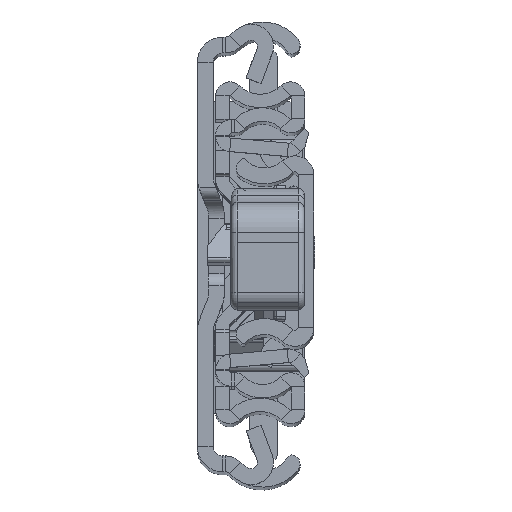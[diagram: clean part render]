
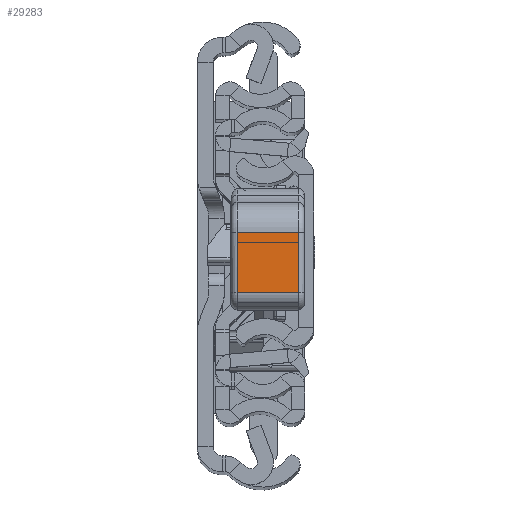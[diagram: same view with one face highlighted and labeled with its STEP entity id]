
A CAD part, top view. The second image highlights one B-rep face of the part: STEP entity #29283.
In plain terms, the highlighted face is planar.
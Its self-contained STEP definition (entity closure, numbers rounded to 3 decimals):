
#1550 = EDGE_CURVE ( 'NONE', #3222, #2359, #30557, .T. ) ;
#2359 = VERTEX_POINT ( 'NONE', #5764 ) ;
#2976 = CARTESIAN_POINT ( 'NONE',  ( 39.818, -2.465, 11. ) ) ;
#3222 = VERTEX_POINT ( 'NONE', #29433 ) ;
#4669 = EDGE_LOOP ( 'NONE', ( #27599, #17267, #29629, #12867 ) ) ;
#5550 = VERTEX_POINT ( 'NONE', #5650 ) ;
#5650 = CARTESIAN_POINT ( 'NONE',  ( 39.55, -12.274, 0. ) ) ;
#5678 = EDGE_CURVE ( 'NONE', #5550, #10320, #10129, .T. ) ;
#5764 = CARTESIAN_POINT ( 'NONE',  ( 39.55, -12.274, 10. ) ) ;
#10129 = LINE ( 'NONE', #29854, #10950 ) ;
#10320 = VERTEX_POINT ( 'NONE', #22262 ) ;
#10398 = DIRECTION ( 'NONE',  ( 0., 0., 1. ) ) ;
#10950 = VECTOR ( 'NONE', #27601, 1000. ) ;
#12867 = ORIENTED_EDGE ( 'NONE', *, *, #1550, .T. ) ;
#15258 = LINE ( 'NONE', #2976, #29351 ) ;
#16189 = CARTESIAN_POINT ( 'NONE',  ( 39.55, -12.274, 10. ) ) ;
#17267 = ORIENTED_EDGE ( 'NONE', *, *, #5678, .T. ) ;
#17334 = EDGE_CURVE ( 'NONE', #10320, #3222, #15258, .T. ) ;
#18102 = DIRECTION ( 'NONE',  ( 0., 0., -1. ) ) ;
#18432 = VECTOR ( 'NONE', #18102, 1000. ) ;
#20651 = LINE ( 'NONE', #27604, #18432 ) ;
#21479 = DIRECTION ( 'NONE',  ( -1., 0.027, 0. ) ) ;
#21642 = CARTESIAN_POINT ( 'NONE',  ( 39.55, -12.274, 11. ) ) ;
#21800 = FACE_OUTER_BOUND ( 'NONE', #4669, .T. ) ;
#22172 = AXIS2_PLACEMENT_3D ( 'NONE', #21642, #21479, #31333 ) ;
#22262 = CARTESIAN_POINT ( 'NONE',  ( 39.818, -2.465, 0. ) ) ;
#26034 = DIRECTION ( 'NONE',  ( -0.027, -1., 0. ) ) ;
#26334 = PLANE ( 'NONE',  #22172 ) ;
#26435 = EDGE_CURVE ( 'NONE', #2359, #5550, #20651, .T. ) ;
#27599 = ORIENTED_EDGE ( 'NONE', *, *, #26435, .T. ) ;
#27601 = DIRECTION ( 'NONE',  ( 0.027, 1., 0. ) ) ;
#27604 = CARTESIAN_POINT ( 'NONE',  ( 39.55, -12.274, 11. ) ) ;
#29283 = ADVANCED_FACE ( 'NONE', ( #21800 ), #26334, .F. ) ;
#29351 = VECTOR ( 'NONE', #10398, 1000. ) ;
#29433 = CARTESIAN_POINT ( 'NONE',  ( 39.818, -2.465, 10. ) ) ;
#29629 = ORIENTED_EDGE ( 'NONE', *, *, #17334, .T. ) ;
#29854 = CARTESIAN_POINT ( 'NONE',  ( 39.55, -12.274, 0. ) ) ;
#30557 = LINE ( 'NONE', #16189, #31867 ) ;
#31333 = DIRECTION ( 'NONE',  ( -0.027, -1., 0. ) ) ;
#31867 = VECTOR ( 'NONE', #26034, 1000. ) ;
